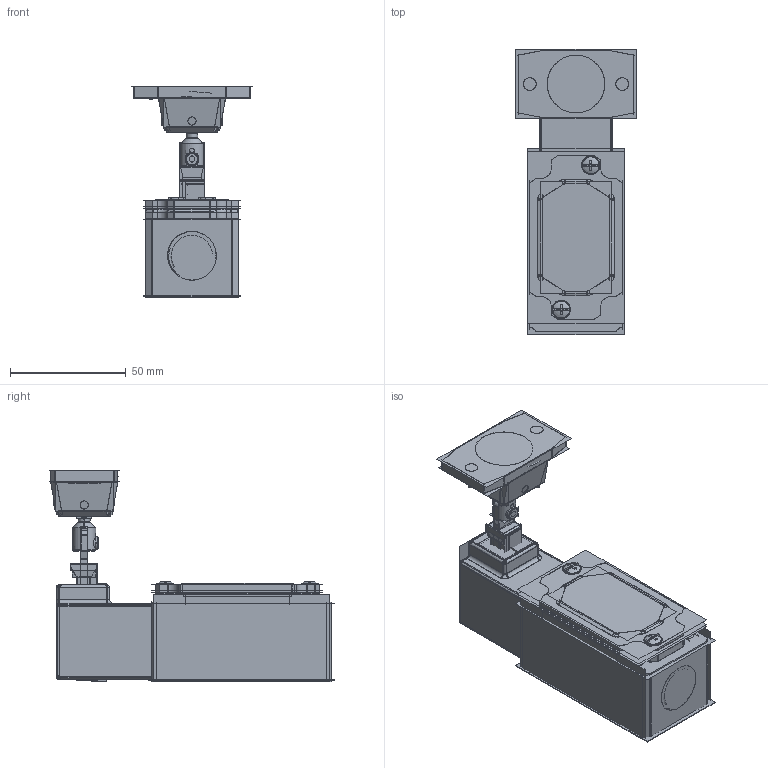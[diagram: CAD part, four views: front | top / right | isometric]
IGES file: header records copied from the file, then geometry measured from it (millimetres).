
Start section:  PTC IGES file: 192579.igs
Global section: file name: 192579.igs; native system: Creo Parametric by Parametric Technology Corporation; preprocessor: 2013230; author: pdmadmin; organization: Unknown; date: 20160201.114204; units: millimetre
Bounding box: 52 x 123.43 x 91.68 mm (x, y, z)
Volume: 111207.8 mm3; surface area: 330527.7 mm2
Topology: 20 solids, 26 shells, 1762 faces, 9016 edges, 11390 vertices
Faces by surface type: revolution 888, bspline 874
